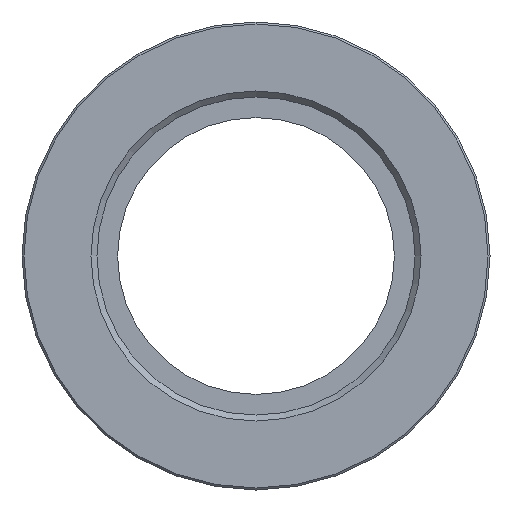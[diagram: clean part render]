
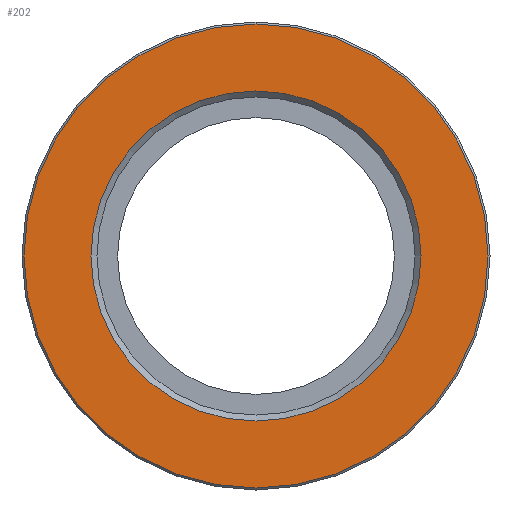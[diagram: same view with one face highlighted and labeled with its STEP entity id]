
A CAD part, front view. The second image highlights one B-rep face of the part: STEP entity #202.
In plain terms, the highlighted planar face has unit normal (0, -1, 0).
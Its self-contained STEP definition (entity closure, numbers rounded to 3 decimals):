
#34=FACE_BOUND($,#71,.T.);
#52=FACE_OUTER_BOUND($,#70,.T.);
#70=EDGE_LOOP($,(#160));
#71=EDGE_LOOP($,(#161));
#106=CIRCLE($,#224,11.65);
#107=CIRCLE($,#225,8.287);
#124=VERTEX_POINT($,#335);
#125=VERTEX_POINT($,#337);
#142=EDGE_CURVE($,#124,#124,#106,.T.);
#143=EDGE_CURVE($,#125,#125,#107,.T.);
#160=ORIENTED_EDGE($,*,*,#142,.F.);
#161=ORIENTED_EDGE($,*,*,#143,.T.);
#196=PLANE($,#223);
#202=ADVANCED_FACE($,(#52,#34),#196,.F.);
#223=AXIS2_PLACEMENT_3D($,#334,#261,#262);
#224=AXIS2_PLACEMENT_3D($,#336,#263,#264);
#225=AXIS2_PLACEMENT_3D($,#338,#265,#266);
#261=DIRECTION('center_axis',(0.,1.,0.));
#262=DIRECTION('ref_axis',(0.,0.,1.));
#263=DIRECTION('center_axis',(0.,1.,0.));
#264=DIRECTION('ref_axis',(0.,0.,-1.));
#265=DIRECTION('center_axis',(0.,1.,0.));
#266=DIRECTION('ref_axis',(1.,0.,0.));
#334=CARTESIAN_POINT('Origin',(0.,-3.75,0.));
#335=CARTESIAN_POINT('',(0.,-3.75,11.65));
#336=CARTESIAN_POINT('Origin',(0.,-3.75,0.));
#337=CARTESIAN_POINT('',(-8.287,-3.75,0.));
#338=CARTESIAN_POINT('Origin',(0.,-3.75,0.));
